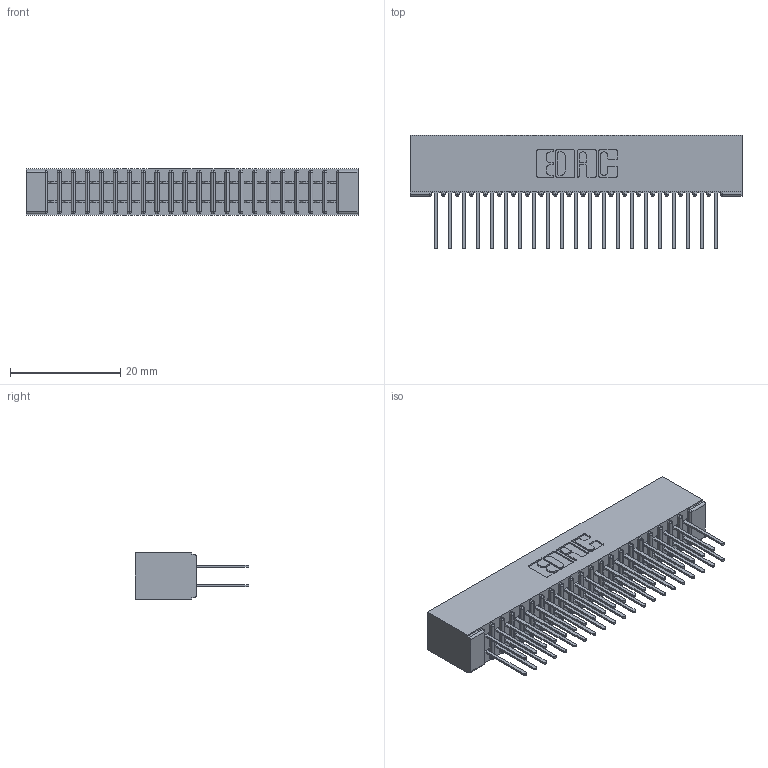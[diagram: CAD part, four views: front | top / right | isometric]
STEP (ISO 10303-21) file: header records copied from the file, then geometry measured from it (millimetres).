
FILE_DESCRIPTION (( 'STEP AP203' ), '1' );
FILE_NAME ('391-042-522-201.STEP', '2018-08-09T01:41:21', ( '' ), ( '' ), 'SwSTEP 2.0', 'SolidWorks 2016', '' );
FILE_SCHEMA (( 'CONFIG_CONTROL_DESIGN' ));
Length unit declared in the file: inch
Products named in the file (3): 341 Part_No Mounting Lugs; 341-292-001_341-292-122; 391-042-522-201
Assembly tree (43 placements, depth 2):
  391-042-522-201
    341 Part_No Mounting Lugs
    341-292-001_341-292-122  x42
Bounding box: 60.33 x 20.62 x 8.38 mm (x, y, z)
Volume: 3623.5 mm3; surface area: 8519.8 mm2
Topology: 43 solids, 43 shells, 2880 faces, 8335 edges, 5398 vertices
Faces by surface type: plane 1744, cylinder 1052, sphere 44, torus 40
Entity records: 27934 total; most frequent: CARTESIAN_POINT 4643, ORIENTED_EDGE 4610, DIRECTION 4519, EDGE_CURVE 2305, LINE 1843, VECTOR 1843, VERTEX_POINT 1462, AXIS2_PLACEMENT_3D 1338
